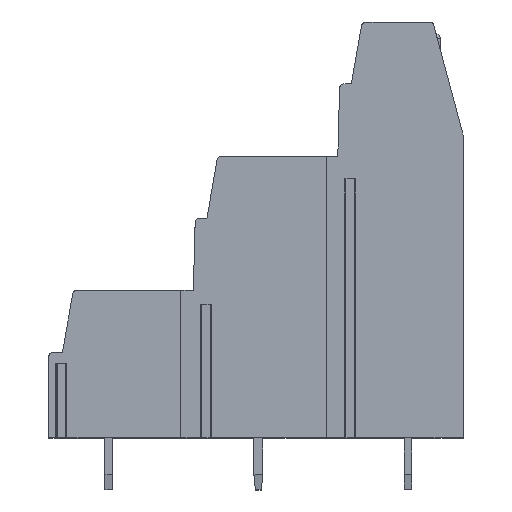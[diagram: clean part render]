
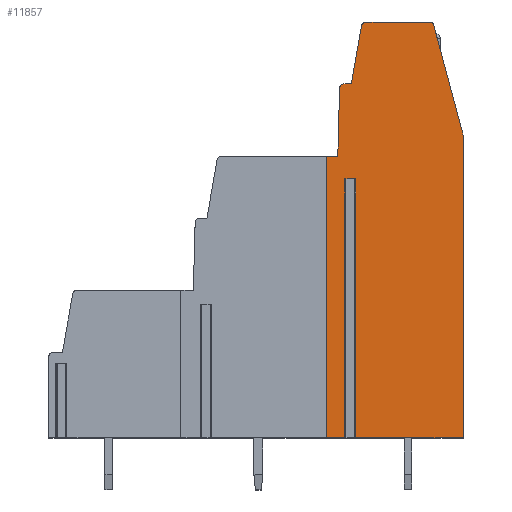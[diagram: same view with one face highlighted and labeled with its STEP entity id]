
A CAD part, top view. The second image highlights one B-rep face of the part: STEP entity #11857.
In plain terms, the highlighted planar face has unit normal (0, 0, 1).
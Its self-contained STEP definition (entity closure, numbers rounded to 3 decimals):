
#14=DIRECTION('',(-1.,0.,0.));
#15=VECTOR('',#14,0.743);
#16=CARTESIAN_POINT('',(1.908,2.65,27.94));
#17=LINE('',#16,#15);
#18=DIRECTION('',(0.,-1.,0.));
#19=VECTOR('',#18,17.55);
#20=CARTESIAN_POINT('',(1.165,2.65,27.94));
#21=LINE('',#20,#19);
#22=DIRECTION('',(1.,0.,0.));
#23=VECTOR('',#22,1.228);
#24=CARTESIAN_POINT('',(-0.063,-14.9,27.94));
#25=LINE('',#24,#23);
#26=DIRECTION('',(-1.,0.,0.));
#27=VECTOR('',#26,0.75);
#28=CARTESIAN_POINT('',(0.687,4.2,27.94));
#29=LINE('',#28,#27);
#30=DIRECTION('',(-0.026,-1.,0.));
#31=VECTOR('',#30,4.609);
#32=CARTESIAN_POINT('',(0.808,8.808,27.94));
#33=LINE('',#32,#31);
#34=CARTESIAN_POINT('',(1.108,8.8,27.94));
#35=DIRECTION('',(0.,0.,1.));
#36=DIRECTION('',(0.,1.,0.));
#37=AXIS2_PLACEMENT_3D('',#34,#35,#36);
#39=DIRECTION('',(-1.,0.,0.));
#40=VECTOR('',#39,0.497);
#41=CARTESIAN_POINT('',(1.605,9.1,27.94));
#42=LINE('',#41,#40);
#43=DIRECTION('',(-0.174,-0.985,0.));
#44=VECTOR('',#43,4.013);
#45=CARTESIAN_POINT('',(2.301,13.052,27.94));
#46=LINE('',#45,#44);
#47=CARTESIAN_POINT('',(2.597,13.,27.94));
#48=DIRECTION('',(0.,0.,1.));
#49=DIRECTION('',(0.,1.,0.));
#50=AXIS2_PLACEMENT_3D('',#47,#48,#49);
#52=DIRECTION('',(-1.,0.,0.));
#53=VECTOR('',#52,4.31);
#54=CARTESIAN_POINT('',(6.907,13.3,27.94));
#55=LINE('',#54,#53);
#56=CARTESIAN_POINT('',(6.907,13.,27.94));
#57=DIRECTION('',(0.,0.,1.));
#58=DIRECTION('',(0.966,0.259,0.));
#59=AXIS2_PLACEMENT_3D('',#56,#57,#58);
#61=CARTESIAN_POINT('',(8.187,5.518,27.94));
#62=DIRECTION('',(0.,0.,1.));
#63=DIRECTION('',(1.,0.,0.));
#64=AXIS2_PLACEMENT_3D('',#61,#62,#63);
#66=DIRECTION('',(0.,1.,0.));
#67=VECTOR('',#66,20.418);
#68=CARTESIAN_POINT('',(9.187,-14.9,27.94));
#69=LINE('',#68,#67);
#70=DIRECTION('',(1.,0.,0.));
#71=VECTOR('',#70,7.279);
#72=CARTESIAN_POINT('',(1.908,-14.9,27.94));
#73=LINE('',#72,#71);
#74=DIRECTION('',(0.,-1.,0.));
#75=VECTOR('',#74,17.55);
#76=CARTESIAN_POINT('',(1.908,2.65,27.94));
#77=LINE('',#76,#75);
#3954=DIRECTION('',(-0.259,0.966,0.));
#3955=VECTOR('',#3954,7.558);
#3956=CARTESIAN_POINT('',(9.153,5.777,27.94));
#3957=LINE('',#3956,#3955);
#6364=DIRECTION('',(0.,-1.,0.));
#6365=VECTOR('',#6364,19.1);
#6366=CARTESIAN_POINT('',(-0.063,4.2,27.94));
#6367=LINE('',#6366,#6365);
#9304=CARTESIAN_POINT('',(9.187,-14.9,27.94));
#9305=CARTESIAN_POINT('',(9.187,5.518,27.94));
#9306=VERTEX_POINT('',#9304);
#9307=VERTEX_POINT('',#9305);
#9308=CARTESIAN_POINT('',(9.153,5.777,27.94));
#9309=VERTEX_POINT('',#9308);
#9310=CARTESIAN_POINT('',(7.197,13.078,27.94));
#9311=CARTESIAN_POINT('',(6.907,13.3,27.94));
#9312=VERTEX_POINT('',#9310);
#9313=VERTEX_POINT('',#9311);
#9314=CARTESIAN_POINT('',(2.597,13.3,27.94));
#9315=VERTEX_POINT('',#9314);
#9316=CARTESIAN_POINT('',(2.301,13.052,27.94));
#9317=VERTEX_POINT('',#9316);
#9318=CARTESIAN_POINT('',(1.605,9.1,27.94));
#9319=VERTEX_POINT('',#9318);
#9320=CARTESIAN_POINT('',(1.108,9.1,27.94));
#9321=VERTEX_POINT('',#9320);
#9322=CARTESIAN_POINT('',(0.808,8.808,27.94));
#9323=VERTEX_POINT('',#9322);
#9324=CARTESIAN_POINT('',(0.687,4.2,27.94));
#9325=VERTEX_POINT('',#9324);
#9364=CARTESIAN_POINT('',(-0.063,-14.9,27.94));
#9366=VERTEX_POINT('',#9364);
#9372=CARTESIAN_POINT('',(-0.063,4.2,27.94));
#9373=VERTEX_POINT('',#9372);
#9420=CARTESIAN_POINT('',(1.908,2.65,27.94));
#9421=CARTESIAN_POINT('',(1.165,2.65,27.94));
#9422=VERTEX_POINT('',#9420);
#9423=VERTEX_POINT('',#9421);
#9424=CARTESIAN_POINT('',(1.908,-14.9,27.94));
#9425=VERTEX_POINT('',#9424);
#9426=CARTESIAN_POINT('',(1.165,-14.9,27.94));
#9427=VERTEX_POINT('',#9426);
#11816=CARTESIAN_POINT('',(0.,0.,27.94));
#11817=DIRECTION('',(0.,0.,1.));
#11818=DIRECTION('',(1.,0.,0.));
#11819=AXIS2_PLACEMENT_3D('',#11816,#11817,#11818);
#11820=PLANE('',#11819);
#11822=ORIENTED_EDGE('',*,*,#11821,.T.);
#11824=ORIENTED_EDGE('',*,*,#11823,.T.);
#11826=ORIENTED_EDGE('',*,*,#11825,.F.);
#11828=ORIENTED_EDGE('',*,*,#11827,.F.);
#11830=ORIENTED_EDGE('',*,*,#11829,.F.);
#11832=ORIENTED_EDGE('',*,*,#11831,.F.);
#11834=ORIENTED_EDGE('',*,*,#11833,.F.);
#11836=ORIENTED_EDGE('',*,*,#11835,.F.);
#11838=ORIENTED_EDGE('',*,*,#11837,.F.);
#11840=ORIENTED_EDGE('',*,*,#11839,.F.);
#11842=ORIENTED_EDGE('',*,*,#11841,.F.);
#11844=ORIENTED_EDGE('',*,*,#11843,.F.);
#11846=ORIENTED_EDGE('',*,*,#11845,.F.);
#11848=ORIENTED_EDGE('',*,*,#11847,.F.);
#11850=ORIENTED_EDGE('',*,*,#11849,.F.);
#11852=ORIENTED_EDGE('',*,*,#11851,.F.);
#11854=ORIENTED_EDGE('',*,*,#11853,.F.);
#11855=EDGE_LOOP('',(#11822,#11824,#11826,#11828,#11830,#11832,#11834,#11836,
#11838,#11840,#11842,#11844,#11846,#11848,#11850,#11852,#11854));
#11856=FACE_OUTER_BOUND('',#11855,.F.);
#38=CIRCLE('',#37,0.3);
#51=CIRCLE('',#50,0.3);
#60=CIRCLE('',#59,0.3);
#65=CIRCLE('',#64,1.);
#11821=EDGE_CURVE('',#9422,#9423,#17,.T.);
#11823=EDGE_CURVE('',#9423,#9427,#21,.T.);
#11825=EDGE_CURVE('',#9366,#9427,#25,.T.);
#11827=EDGE_CURVE('',#9373,#9366,#6367,.T.);
#11829=EDGE_CURVE('',#9325,#9373,#29,.T.);
#11831=EDGE_CURVE('',#9323,#9325,#33,.T.);
#11833=EDGE_CURVE('',#9321,#9323,#38,.T.);
#11835=EDGE_CURVE('',#9319,#9321,#42,.T.);
#11837=EDGE_CURVE('',#9317,#9319,#46,.T.);
#11839=EDGE_CURVE('',#9315,#9317,#51,.T.);
#11841=EDGE_CURVE('',#9313,#9315,#55,.T.);
#11843=EDGE_CURVE('',#9312,#9313,#60,.T.);
#11845=EDGE_CURVE('',#9309,#9312,#3957,.T.);
#11847=EDGE_CURVE('',#9307,#9309,#65,.T.);
#11849=EDGE_CURVE('',#9306,#9307,#69,.T.);
#11851=EDGE_CURVE('',#9425,#9306,#73,.T.);
#11853=EDGE_CURVE('',#9422,#9425,#77,.T.);
#11857=ADVANCED_FACE('',(#11856),#11820,.T.);
